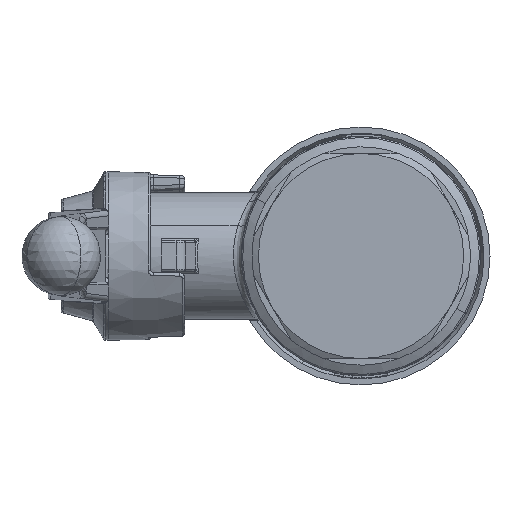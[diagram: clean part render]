
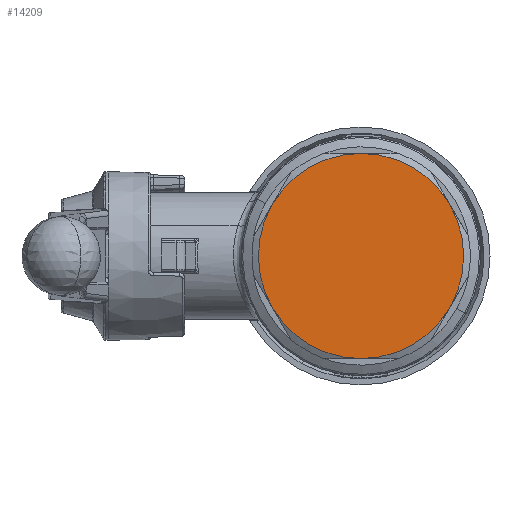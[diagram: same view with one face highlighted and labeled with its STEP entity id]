
A CAD part, left-side view. The second image highlights one B-rep face of the part: STEP entity #14209.
In plain terms, the highlighted planar face has unit normal (-1, 0, 0).
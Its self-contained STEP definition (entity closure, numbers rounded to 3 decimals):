
#13814=CARTESIAN_POINT('Vertex',(-35.,16.887,9.75)) ;
#13852=CARTESIAN_POINT('Vertex',(-35.,16.887,-9.75)) ;
#13879=CARTESIAN_POINT('Axis2P3D Location',(-35.,0.,0.)) ;
#13883=CARTESIAN_POINT('Vertex',(-35.,17.113,9.349)) ;
#13914=CARTESIAN_POINT('Vertex',(-35.,0.,-19.5)) ;
#13936=CARTESIAN_POINT('Axis2P3D Location',(-35.,0.,0.)) ;
#13973=CARTESIAN_POINT('Vertex',(-35.,-16.887,-9.75)) ;
#13996=CARTESIAN_POINT('Axis2P3D Location',(-35.,0.,0.)) ;
#14075=CARTESIAN_POINT('Vertex',(-35.,-16.887,9.75)) ;
#14097=CARTESIAN_POINT('Axis2P3D Location',(-35.,0.,0.)) ;
#14101=CARTESIAN_POINT('Vertex',(-35.,-17.113,-9.349)) ;
#14132=CARTESIAN_POINT('Vertex',(-35.,0.,19.5)) ;
#14154=CARTESIAN_POINT('Axis2P3D Location',(-35.,0.,0.)) ;
#14166=CARTESIAN_POINT('Axis2P3D Location',(-35.,0.,0.)) ;
#14178=CARTESIAN_POINT('Axis2P3D Location',(-35.,0.,0.)) ;
#14189=CARTESIAN_POINT('Axis2P3D Location',(-35.,19.5,0.)) ;
#14194=CARTESIAN_POINT('Axis2P3D Location',(-35.,0.,0.)) ;
#13880=DIRECTION('Axis2P3D Direction',(1.,0.,0.)) ;
#13937=DIRECTION('Axis2P3D Direction',(1.,0.,0.)) ;
#13997=DIRECTION('Axis2P3D Direction',(1.,0.,0.)) ;
#14098=DIRECTION('Axis2P3D Direction',(1.,0.,0.)) ;
#14155=DIRECTION('Axis2P3D Direction',(1.,0.,0.)) ;
#14167=DIRECTION('Axis2P3D Direction',(1.,0.,0.)) ;
#14179=DIRECTION('Axis2P3D Direction',(1.,0.,0.)) ;
#14190=DIRECTION('Axis2P3D Direction',(1.,0.,0.)) ;
#14191=DIRECTION('Axis2P3D XDirection',(0.,1.,0.)) ;
#14195=DIRECTION('Axis2P3D Direction',(1.,0.,0.)) ;
#13881=AXIS2_PLACEMENT_3D('Circle Axis2P3D',#13879,#13880,$) ;
#13938=AXIS2_PLACEMENT_3D('Circle Axis2P3D',#13936,#13937,$) ;
#13998=AXIS2_PLACEMENT_3D('Circle Axis2P3D',#13996,#13997,$) ;
#14099=AXIS2_PLACEMENT_3D('Circle Axis2P3D',#14097,#14098,$) ;
#14156=AXIS2_PLACEMENT_3D('Circle Axis2P3D',#14154,#14155,$) ;
#14168=AXIS2_PLACEMENT_3D('Circle Axis2P3D',#14166,#14167,$) ;
#14180=AXIS2_PLACEMENT_3D('Circle Axis2P3D',#14178,#14179,$) ;
#14192=AXIS2_PLACEMENT_3D('Plane Axis2P3D',#14189,#14190,#14191) ;
#14196=AXIS2_PLACEMENT_3D('Circle Axis2P3D',#14194,#14195,$) ;
#14200=ORIENTED_EDGE('',*,*,#14103,.F.) ;
#14201=ORIENTED_EDGE('',*,*,#14158,.F.) ;
#14202=ORIENTED_EDGE('',*,*,#14170,.F.) ;
#14203=ORIENTED_EDGE('',*,*,#14182,.F.) ;
#14204=ORIENTED_EDGE('',*,*,#13885,.F.) ;
#14205=ORIENTED_EDGE('',*,*,#13940,.F.) ;
#14206=ORIENTED_EDGE('',*,*,#14000,.F.) ;
#14207=ORIENTED_EDGE('',*,*,#14198,.F.) ;
#14209=ADVANCED_FACE('PartBody',(#14208),#14193,.F.) ;
#13882=CIRCLE('generated circle',#13881,19.5) ;
#13939=CIRCLE('generated circle',#13938,19.5) ;
#13999=CIRCLE('generated circle',#13998,19.5) ;
#14100=CIRCLE('generated circle',#14099,19.5) ;
#14157=CIRCLE('generated circle',#14156,19.5) ;
#14169=CIRCLE('generated circle',#14168,19.5) ;
#14181=CIRCLE('generated circle',#14180,19.5) ;
#14197=CIRCLE('generated circle',#14196,19.5) ;
#13885=EDGE_CURVE('',#13853,#13884,#13882,.T.) ;
#13940=EDGE_CURVE('',#13915,#13853,#13939,.T.) ;
#14000=EDGE_CURVE('',#13974,#13915,#13999,.T.) ;
#14103=EDGE_CURVE('',#14076,#14102,#14100,.T.) ;
#14158=EDGE_CURVE('',#14133,#14076,#14157,.T.) ;
#14170=EDGE_CURVE('',#13815,#14133,#14169,.T.) ;
#14182=EDGE_CURVE('',#13884,#13815,#14181,.T.) ;
#14198=EDGE_CURVE('',#14102,#13974,#14197,.T.) ;
#14199=EDGE_LOOP('',(#14200,#14201,#14202,#14203,#14204,#14205,#14206,#14207)) ;
#14208=FACE_OUTER_BOUND('',#14199,.T.) ;
#14193=PLANE('',#14192) ;
#13815=VERTEX_POINT('',#13814) ;
#13853=VERTEX_POINT('',#13852) ;
#13884=VERTEX_POINT('',#13883) ;
#13915=VERTEX_POINT('',#13914) ;
#13974=VERTEX_POINT('',#13973) ;
#14076=VERTEX_POINT('',#14075) ;
#14102=VERTEX_POINT('',#14101) ;
#14133=VERTEX_POINT('',#14132) ;
